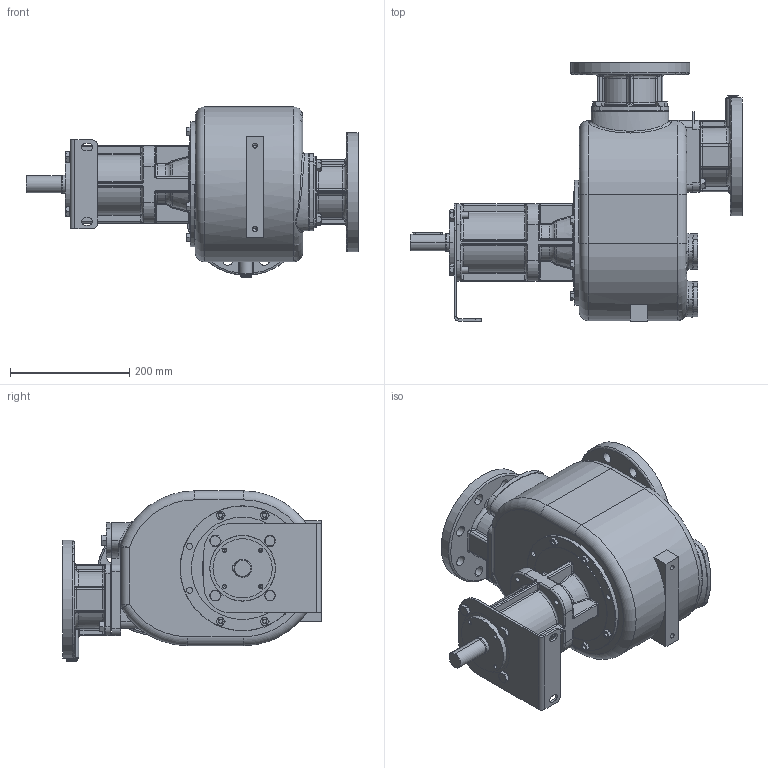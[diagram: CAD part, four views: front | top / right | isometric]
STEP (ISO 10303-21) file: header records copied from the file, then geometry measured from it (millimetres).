
FILE_DESCRIPTION((''),'2;1');
FILE_NAME('S_80_G_B_F_SW0001','2015-09-30T',('Nicola'),(''),'CREO PARAMETRIC BY PTC INC, 2015200','CREO PARAMETRIC BY PTC INC, 2015200','');
FILE_SCHEMA(('CONFIG_CONTROL_DESIGN'));
Products named in the file (1): S_80_G_B_F_SW0001
Bounding box: 557.5 x 434 x 285.8 mm (x, y, z)
Surface area: 980205.3 mm2 (no closed solid volume)
Topology: 0 solids, 5 shells, 1418 faces, 3233 edges, 1906 vertices
Faces by surface type: cylinder 506, plane 332, cone 262, torus 174, bspline 114, sphere 24, extrusion 6
Entity records: 59910 total; most frequent: CARTESIAN_POINT 28466, DIRECTION 6776, ORIENTED_EDGE 6434, EDGE_CURVE 3217, AXIS2_PLACEMENT_3D 2854, VERTEX_POINT 1906, EDGE_LOOP 1599, CIRCLE 1550
